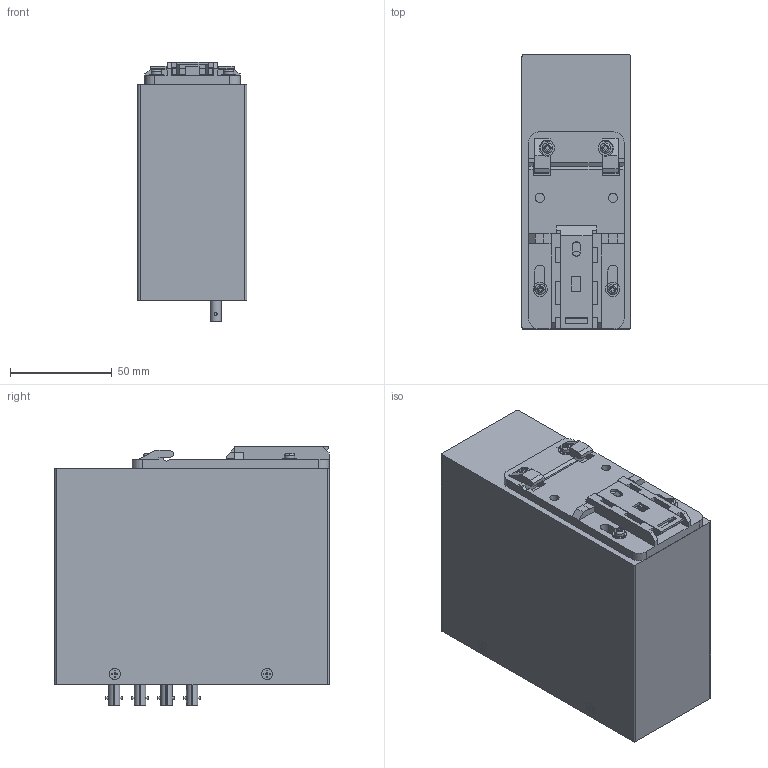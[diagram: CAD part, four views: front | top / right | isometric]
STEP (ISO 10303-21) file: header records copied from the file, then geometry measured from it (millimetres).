
FILE_DESCRIPTION (( 'STEP AP214' ), '1' );
FILE_NAME ('SE2-SW8M-2T1.STEP', '2017-04-03T13:26:37', ( '' ), ( '' ), 'SwSTEP 2.0', 'SolidWorks 2017', '' );
FILE_SCHEMA (( 'AUTOMOTIVE_DESIGN' ));
Length unit declared in the file: inch
Products named in the file (3): Weidmiller_DINRC_1; SE2-SW8M-2T1_1; SE2-SW8M-2T1
Assembly tree (2 placements, depth 2):
  SE2-SW8M-2T1
    SE2-SW8M-2T1_1
    Weidmiller_DINRC_1
Bounding box: 54 x 135 x 127.7 mm (x, y, z)
Surface area: 75736.6 mm2 (no closed solid volume)
Topology: 0 solids, 11 shells, 1168 faces, 3124 edges, 2085 vertices
Faces by surface type: plane 819, bspline 292, cylinder 55, torus 2
Full cylindrical faces by diameter (mm): 1.4 x8, 4.5 x5, 5.1 x4, 5.5 x2, 7 x4, 8 x4
Entity records: 54618 total; most frequent: CARTESIAN_POINT 22673, ORIENTED_EDGE 6170, DIRECTION 4285, EDGE_CURVE 3085, LINE 2299, VECTOR 2299, VERTEX_POINT 2073, EDGE_LOOP 1326
